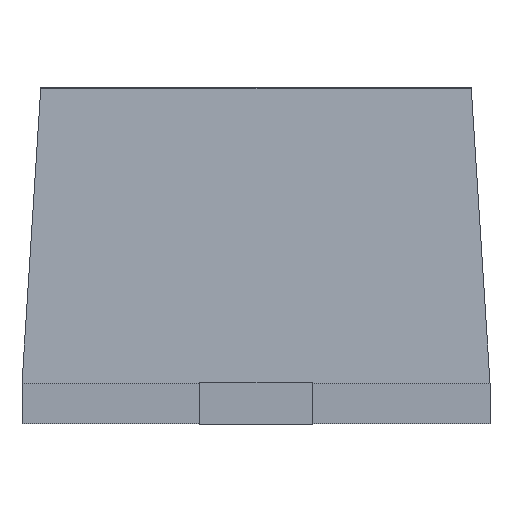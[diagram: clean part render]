
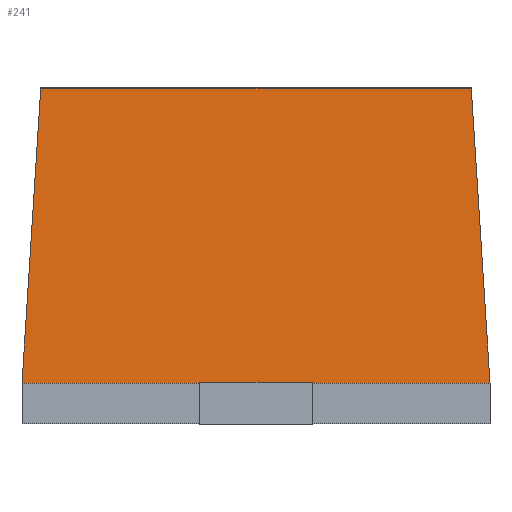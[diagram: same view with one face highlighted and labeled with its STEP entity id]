
A CAD part, left-side view. The second image highlights one B-rep face of the part: STEP entity #241.
In plain terms, the highlighted planar face has unit normal (-0.998, 0, 0.063).
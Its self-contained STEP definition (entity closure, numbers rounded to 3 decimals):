
#47 = VERTEX_POINT('',#48);
#48 = CARTESIAN_POINT('',(-0.85,-0.625,0.111));
#55 = PLANE('',#56);
#56 = AXIS2_PLACEMENT_3D('',#57,#58,#59);
#57 = CARTESIAN_POINT('',(-0.85,-0.625,0.002));
#58 = DIRECTION('',(1.,0.,0.));
#59 = DIRECTION('',(0.,0.,1.));
#108 = VERTEX_POINT('',#109);
#109 = CARTESIAN_POINT('',(-0.85,0.625,0.111));
#135 = EDGE_CURVE('',#47,#108,#136,.T.);
#136 = SURFACE_CURVE('',#137,(#141,#148),.PCURVE_S1.);
#137 = LINE('',#138,#139);
#138 = CARTESIAN_POINT('',(-0.85,-0.625,0.111));
#139 = VECTOR('',#140,1.);
#140 = DIRECTION('',(0.,1.,0.));
#141 = PCURVE('',#55,#142);
#142 = DEFINITIONAL_REPRESENTATION('',(#143),#147);
#143 = LINE('',#144,#145);
#144 = CARTESIAN_POINT('',(0.109,0.));
#145 = VECTOR('',#146,1.);
#146 = DIRECTION('',(0.,-1.));
#147 = ( GEOMETRIC_REPRESENTATION_CONTEXT(2) 
PARAMETRIC_REPRESENTATION_CONTEXT() REPRESENTATION_CONTEXT('2D SPACE',''
  ) );
#148 = PCURVE('',#149,#154);
#149 = PLANE('',#150);
#150 = AXIS2_PLACEMENT_3D('',#151,#152,#153);
#151 = CARTESIAN_POINT('',(-0.825,-0.625,0.504));
#152 = DIRECTION('',(0.998,0.,
    -0.063));
#153 = DIRECTION('',(0.,1.,0.));
#154 = DEFINITIONAL_REPRESENTATION('',(#155),#159);
#155 = LINE('',#156,#157);
#156 = CARTESIAN_POINT('',(0.,-0.395));
#157 = VECTOR('',#158,1.);
#158 = DIRECTION('',(1.,0.));
#159 = ( GEOMETRIC_REPRESENTATION_CONTEXT(2) 
PARAMETRIC_REPRESENTATION_CONTEXT() REPRESENTATION_CONTEXT('2D SPACE',''
  ) );
#230 = PLANE('',#231);
#231 = AXIS2_PLACEMENT_3D('',#232,#233,#234);
#232 = CARTESIAN_POINT('',(-0.85,-0.6,0.504));
#233 = DIRECTION('',(0.,0.998,
    -0.063));
#234 = DIRECTION('',(-1.,0.,0.));
#241 = ADVANCED_FACE('',(#242),#149,.F.);
#242 = FACE_BOUND('',#243,.F.);
#243 = EDGE_LOOP('',(#244,#267,#268,#296));
#244 = ORIENTED_EDGE('',*,*,#245,.F.);
#245 = EDGE_CURVE('',#47,#246,#248,.T.);
#246 = VERTEX_POINT('',#247);
#247 = CARTESIAN_POINT('',(-0.8,-0.575,0.898));
#248 = SURFACE_CURVE('',#249,(#253,#260),.PCURVE_S1.);
#249 = LINE('',#250,#251);
#250 = CARTESIAN_POINT('',(-0.825,-0.6,
    0.503));
#251 = VECTOR('',#252,1.);
#252 = DIRECTION('',(0.063,0.063,
    0.996));
#253 = PCURVE('',#149,#254);
#254 = DEFINITIONAL_REPRESENTATION('',(#255),#259);
#255 = LINE('',#256,#257);
#256 = CARTESIAN_POINT('',(0.025,-0.002));
#257 = VECTOR('',#258,1.);
#258 = DIRECTION('',(0.063,0.998));
#259 = ( GEOMETRIC_REPRESENTATION_CONTEXT(2) 
PARAMETRIC_REPRESENTATION_CONTEXT() REPRESENTATION_CONTEXT('2D SPACE',''
  ) );
#260 = PCURVE('',#230,#261);
#261 = DEFINITIONAL_REPRESENTATION('',(#262),#266);
#262 = LINE('',#263,#264);
#263 = CARTESIAN_POINT('',(-0.025,-0.002));
#264 = VECTOR('',#265,1.);
#265 = DIRECTION('',(-0.063,0.998));
#266 = ( GEOMETRIC_REPRESENTATION_CONTEXT(2) 
PARAMETRIC_REPRESENTATION_CONTEXT() REPRESENTATION_CONTEXT('2D SPACE',''
  ) );
#267 = ORIENTED_EDGE('',*,*,#135,.T.);
#268 = ORIENTED_EDGE('',*,*,#269,.T.);
#269 = EDGE_CURVE('',#108,#270,#272,.T.);
#270 = VERTEX_POINT('',#271);
#271 = CARTESIAN_POINT('',(-0.8,0.575,0.898));
#272 = SURFACE_CURVE('',#273,(#277,#284),.PCURVE_S1.);
#273 = LINE('',#274,#275);
#274 = CARTESIAN_POINT('',(-0.823,0.598,0.542)
  );
#275 = VECTOR('',#276,1.);
#276 = DIRECTION('',(0.063,-0.063,
    0.996));
#277 = PCURVE('',#149,#278);
#278 = DEFINITIONAL_REPRESENTATION('',(#279),#283);
#279 = LINE('',#280,#281);
#280 = CARTESIAN_POINT('',(1.223,0.038));
#281 = VECTOR('',#282,1.);
#282 = DIRECTION('',(-0.063,0.998));
#283 = ( GEOMETRIC_REPRESENTATION_CONTEXT(2) 
PARAMETRIC_REPRESENTATION_CONTEXT() REPRESENTATION_CONTEXT('2D SPACE',''
  ) );
#284 = PCURVE('',#285,#290);
#285 = PLANE('',#286);
#286 = AXIS2_PLACEMENT_3D('',#287,#288,#289);
#287 = CARTESIAN_POINT('',(-0.85,0.6,0.504));
#288 = DIRECTION('',(0.,0.998,
    0.063));
#289 = DIRECTION('',(-1.,0.,0.));
#290 = DEFINITIONAL_REPRESENTATION('',(#291),#295);
#291 = LINE('',#292,#293);
#292 = CARTESIAN_POINT('',(-0.027,0.038));
#293 = VECTOR('',#294,1.);
#294 = DIRECTION('',(-0.063,0.998));
#295 = ( GEOMETRIC_REPRESENTATION_CONTEXT(2) 
PARAMETRIC_REPRESENTATION_CONTEXT() REPRESENTATION_CONTEXT('2D SPACE',''
  ) );
#296 = ORIENTED_EDGE('',*,*,#297,.F.);
#297 = EDGE_CURVE('',#246,#270,#298,.T.);
#298 = SURFACE_CURVE('',#299,(#303,#310),.PCURVE_S1.);
#299 = LINE('',#300,#301);
#300 = CARTESIAN_POINT('',(-0.8,-0.625,0.898));
#301 = VECTOR('',#302,1.);
#302 = DIRECTION('',(0.,1.,0.));
#303 = PCURVE('',#149,#304);
#304 = DEFINITIONAL_REPRESENTATION('',(#305),#309);
#305 = LINE('',#306,#307);
#306 = CARTESIAN_POINT('',(0.,0.395));
#307 = VECTOR('',#308,1.);
#308 = DIRECTION('',(1.,0.));
#309 = ( GEOMETRIC_REPRESENTATION_CONTEXT(2) 
PARAMETRIC_REPRESENTATION_CONTEXT() REPRESENTATION_CONTEXT('2D SPACE',''
  ) );
#310 = PCURVE('',#311,#316);
#311 = PLANE('',#312);
#312 = AXIS2_PLACEMENT_3D('',#313,#314,#315);
#313 = CARTESIAN_POINT('',(-0.85,-0.625,0.898));
#314 = DIRECTION('',(0.,0.,1.));
#315 = DIRECTION('',(1.,0.,0.));
#316 = DEFINITIONAL_REPRESENTATION('',(#317),#321);
#317 = LINE('',#318,#319);
#318 = CARTESIAN_POINT('',(0.05,0.));
#319 = VECTOR('',#320,1.);
#320 = DIRECTION('',(0.,1.));
#321 = ( GEOMETRIC_REPRESENTATION_CONTEXT(2) 
PARAMETRIC_REPRESENTATION_CONTEXT() REPRESENTATION_CONTEXT('2D SPACE',''
  ) );
